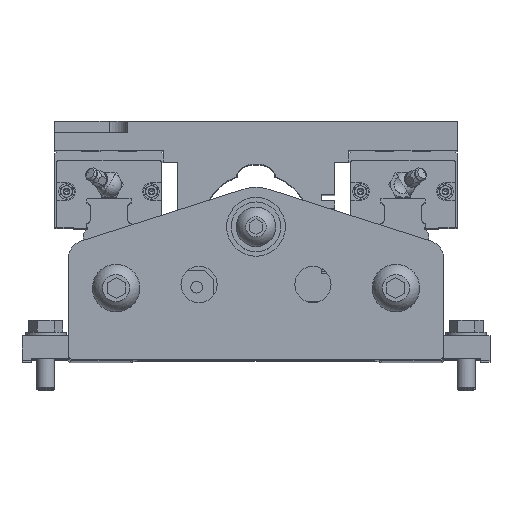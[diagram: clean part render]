
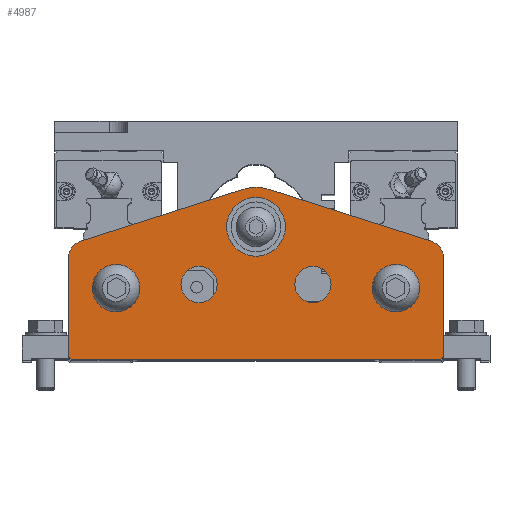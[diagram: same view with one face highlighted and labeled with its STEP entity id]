
A CAD part, top view. The second image highlights one B-rep face of the part: STEP entity #4987.
In plain terms, the highlighted planar face has unit normal (0, 0, 1).
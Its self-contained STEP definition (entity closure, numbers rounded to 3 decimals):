
#4987 = ADVANCED_FACE( '', ( #11339, #11340, #11341, #11342, #11343, #11344 ), #11345, .F. );
#11339 = FACE_BOUND( '', #19163, .T. );
#11340 = FACE_BOUND( '', #19164, .T. );
#11341 = FACE_BOUND( '', #19165, .T. );
#11342 = FACE_BOUND( '', #19166, .T. );
#11343 = FACE_OUTER_BOUND( '', #19167, .T. );
#11344 = FACE_BOUND( '', #19168, .T. );
#11345 = PLANE( '', #19169 );
#19163 = EDGE_LOOP( '', ( #33560 ) );
#19164 = EDGE_LOOP( '', ( #33561 ) );
#19165 = EDGE_LOOP( '', ( #33562 ) );
#19166 = EDGE_LOOP( '', ( #33563 ) );
#19167 = EDGE_LOOP( '', ( #33564, #33565, #33566, #33567, #33568, #33569, #33570, #33571, #33572, #33573 ) );
#19168 = EDGE_LOOP( '', ( #33574 ) );
#19169 = AXIS2_PLACEMENT_3D( '', #33575, #33576, #33577 );
#33560 = ORIENTED_EDGE( '', *, *, #48455, .F. );
#33561 = ORIENTED_EDGE( '', *, *, #48093, .T. );
#33562 = ORIENTED_EDGE( '', *, *, #49510, .F. );
#33563 = ORIENTED_EDGE( '', *, *, #46741, .T. );
#33564 = ORIENTED_EDGE( '', *, *, #49285, .F. );
#33565 = ORIENTED_EDGE( '', *, *, #49511, .T. );
#33566 = ORIENTED_EDGE( '', *, *, #48125, .F. );
#33567 = ORIENTED_EDGE( '', *, *, #49512, .T. );
#33568 = ORIENTED_EDGE( '', *, *, #48560, .F. );
#33569 = ORIENTED_EDGE( '', *, *, #49513, .F. );
#33570 = ORIENTED_EDGE( '', *, *, #48525, .F. );
#33571 = ORIENTED_EDGE( '', *, *, #49514, .F. );
#33572 = ORIENTED_EDGE( '', *, *, #49515, .F. );
#33573 = ORIENTED_EDGE( '', *, *, #49516, .F. );
#33574 = ORIENTED_EDGE( '', *, *, #45393, .F. );
#33575 = CARTESIAN_POINT( '', ( -75., 45., 303.25 ) );
#33576 = DIRECTION( '', ( 0., 0., -1. ) );
#33577 = DIRECTION( '', ( -0.304, 0.953, 0. ) );
#45393 = EDGE_CURVE( '', #54553, #54553, #54554, .F. );
#46741 = EDGE_CURVE( '', #56829, #56829, #56830, .T. );
#48093 = EDGE_CURVE( '', #58894, #58894, #58895, .T. );
#48125 = EDGE_CURVE( '', #58944, #58945, #58946, .T. );
#48455 = EDGE_CURVE( '', #59446, #59446, #59447, .F. );
#48525 = EDGE_CURVE( '', #59542, #59544, #59545, .T. );
#48560 = EDGE_CURVE( '', #59596, #59598, #59599, .T. );
#49285 = EDGE_CURVE( '', #60614, #60616, #60617, .T. );
#49510 = EDGE_CURVE( '', #60913, #60913, #60914, .T. );
#49511 = EDGE_CURVE( '', #60614, #58945, #60915, .F. );
#49512 = EDGE_CURVE( '', #58944, #59598, #60916, .F. );
#49513 = EDGE_CURVE( '', #59544, #59596, #60917, .T. );
#49514 = EDGE_CURVE( '', #60918, #59542, #60919, .T. );
#49515 = EDGE_CURVE( '', #60920, #60918, #60921, .T. );
#49516 = EDGE_CURVE( '', #60616, #60920, #60922, .T. );
#54553 = VERTEX_POINT( '', #67836 );
#54554 = CIRCLE( '', #67837, 10.5 );
#56829 = VERTEX_POINT( '', #71292 );
#56830 = CIRCLE( '', #71293, 8. );
#58894 = VERTEX_POINT( '', #74946 );
#58895 = CIRCLE( '', #74947, 13. );
#58944 = VERTEX_POINT( '', #75015 );
#58945 = VERTEX_POINT( '', #75016 );
#58946 = LINE( '', #75017, #75018 );
#59446 = VERTEX_POINT( '', #75835 );
#59447 = CIRCLE( '', #75836, 10.5 );
#59542 = VERTEX_POINT( '', #75976 );
#59544 = VERTEX_POINT( '', #75979 );
#59545 = LINE( '', #75980, #75981 );
#59596 = VERTEX_POINT( '', #76064 );
#59598 = VERTEX_POINT( '', #76067 );
#59599 = LINE( '', #76068, #76069 );
#60614 = VERTEX_POINT( '', #77665 );
#60616 = VERTEX_POINT( '', #77668 );
#60617 = LINE( '', #77669, #77670 );
#60913 = VERTEX_POINT( '', #78198 );
#60914 = CIRCLE( '', #78199, 8. );
#60915 = CIRCLE( '', #78200, 1.5 );
#60916 = CIRCLE( '', #78201, 1.5 );
#60917 = CIRCLE( '', #78202, 8. );
#60918 = VERTEX_POINT( '', #78203 );
#60919 = CIRCLE( '', #78204, 17.5 );
#60920 = VERTEX_POINT( '', #78205 );
#60921 = LINE( '', #78206, #78207 );
#60922 = CIRCLE( '', #78208, 8. );
#67836 = CARTESIAN_POINT( '', ( -72.4, 31.9, 303.25 ) );
#67837 = AXIS2_PLACEMENT_3D( '', #85198, #85199, #85200 );
#71292 = CARTESIAN_POINT( '', ( 33.2, 33.5, 303.25 ) );
#71293 = AXIS2_PLACEMENT_3D( '', #87080, #87081, #87082 );
#74946 = CARTESIAN_POINT( '', ( 13., 59., 303.25 ) );
#74947 = AXIS2_PLACEMENT_3D( '', #88717, #88718, #88719 );
#75015 = CARTESIAN_POINT( '', ( 81.5, 0.5, 303.25 ) );
#75016 = CARTESIAN_POINT( '', ( -81.5, 0.5, 303.25 ) );
#75017 = CARTESIAN_POINT( '', ( 83., 0.5, 303.25 ) );
#75018 = VECTOR( '', #88766, 1000. );
#75835 = CARTESIAN_POINT( '', ( 51.4, 31.9, 303.25 ) );
#75836 = AXIS2_PLACEMENT_3D( '', #89224, #89225, #89226 );
#75976 = CARTESIAN_POINT( '', ( 5.328, 75.669, 303.25 ) );
#75979 = CARTESIAN_POINT( '', ( 77.436, 52.62, 303.25 ) );
#75980 = CARTESIAN_POINT( '', ( 5.328, 75.669, 303.25 ) );
#75981 = VECTOR( '', #89327, 1000. );
#76064 = CARTESIAN_POINT( '', ( 83., 45., 303.25 ) );
#76067 = CARTESIAN_POINT( '', ( 83., 2., 303.25 ) );
#76068 = CARTESIAN_POINT( '', ( 83., 45., 303.25 ) );
#76069 = VECTOR( '', #89370, 1000. );
#77665 = CARTESIAN_POINT( '', ( -83., 2., 303.25 ) );
#77668 = CARTESIAN_POINT( '', ( -83., 45., 303.25 ) );
#77669 = CARTESIAN_POINT( '', ( -83., 0.5, 303.25 ) );
#77670 = VECTOR( '', #90283, 1000. );
#78198 = CARTESIAN_POINT( '', ( -33.2, 33.5, 303.25 ) );
#78199 = AXIS2_PLACEMENT_3D( '', #90537, #90538, #90539 );
#78200 = AXIS2_PLACEMENT_3D( '', #90540, #90541, #90542 );
#78201 = AXIS2_PLACEMENT_3D( '', #90543, #90544, #90545 );
#78202 = AXIS2_PLACEMENT_3D( '', #90546, #90547, #90548 );
#78203 = CARTESIAN_POINT( '', ( -5.328, 75.669, 303.25 ) );
#78204 = AXIS2_PLACEMENT_3D( '', #90549, #90550, #90551 );
#78205 = CARTESIAN_POINT( '', ( -77.436, 52.62, 303.25 ) );
#78206 = CARTESIAN_POINT( '', ( -77.436, 52.62, 303.25 ) );
#78207 = VECTOR( '', #90552, 1000. );
#78208 = AXIS2_PLACEMENT_3D( '', #90553, #90554, #90555 );
#85198 = CARTESIAN_POINT( '', ( -61.9, 31.9, 303.25 ) );
#85199 = DIRECTION( '', ( 0., 0., -1. ) );
#85200 = DIRECTION( '', ( -1., 0., 0. ) );
#87080 = CARTESIAN_POINT( '', ( 25.2, 33.5, 303.25 ) );
#87081 = DIRECTION( '', ( 0., 0., -1. ) );
#87082 = DIRECTION( '', ( 1., 0., 0. ) );
#88717 = CARTESIAN_POINT( '', ( 0., 59., 303.25 ) );
#88718 = DIRECTION( '', ( 0., 0., -1. ) );
#88719 = DIRECTION( '', ( 1., 0., 0. ) );
#88766 = DIRECTION( '', ( -1., 0., 0. ) );
#89224 = CARTESIAN_POINT( '', ( 61.9, 31.9, 303.25 ) );
#89225 = DIRECTION( '', ( 0., 0., -1. ) );
#89226 = DIRECTION( '', ( -1., 0., 0. ) );
#89327 = DIRECTION( '', ( 0.953, -0.304, 0. ) );
#89370 = DIRECTION( '', ( 0., -1., 0. ) );
#90283 = DIRECTION( '', ( 0., 1., 0. ) );
#90537 = CARTESIAN_POINT( '', ( -25.2, 33.5, 303.25 ) );
#90538 = DIRECTION( '', ( 0., 0., 1. ) );
#90539 = DIRECTION( '', ( -1., 0., 0. ) );
#90540 = CARTESIAN_POINT( '', ( -81.5, 2., 303.25 ) );
#90541 = DIRECTION( '', ( 0., 0., -1. ) );
#90542 = DIRECTION( '', ( -1., 0., 0. ) );
#90543 = CARTESIAN_POINT( '', ( 81.5, 2., 303.25 ) );
#90544 = DIRECTION( '', ( 0., 0., -1. ) );
#90545 = DIRECTION( '', ( -1., 0., 0. ) );
#90546 = CARTESIAN_POINT( '', ( 75., 45., 303.25 ) );
#90547 = DIRECTION( '', ( 0., 0., -1. ) );
#90548 = DIRECTION( '', ( 1., 0., 0. ) );
#90549 = CARTESIAN_POINT( '', ( 0., 59., 303.25 ) );
#90550 = DIRECTION( '', ( 0., 0., -1. ) );
#90551 = DIRECTION( '', ( 1., 0., 0. ) );
#90552 = DIRECTION( '', ( 0.953, 0.304, 0. ) );
#90553 = CARTESIAN_POINT( '', ( -75., 45., 303.25 ) );
#90554 = DIRECTION( '', ( 0., 0., -1. ) );
#90555 = DIRECTION( '', ( -1., 0., 0. ) );
